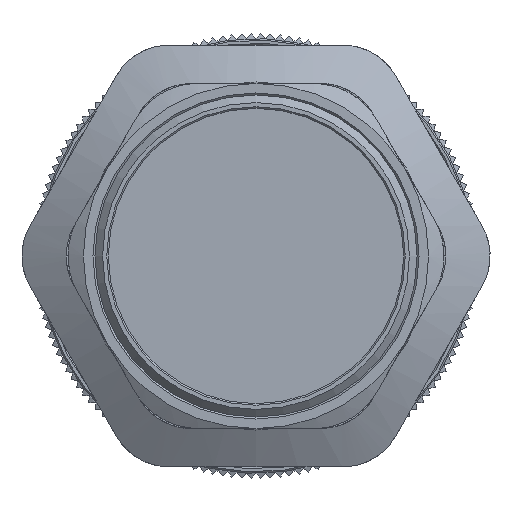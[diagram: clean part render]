
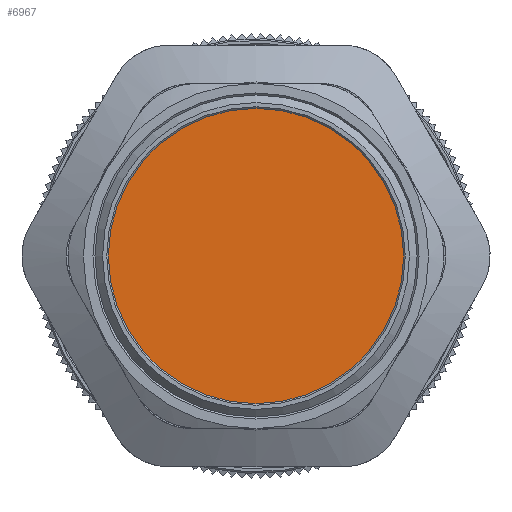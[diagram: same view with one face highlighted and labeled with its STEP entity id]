
A CAD part, front view. The second image highlights one B-rep face of the part: STEP entity #6967.
In plain terms, the highlighted planar face has unit normal (0, -1, 0).
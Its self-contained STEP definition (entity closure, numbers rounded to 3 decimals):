
#774=FACE_OUTER_BOUND('',#1155,.T.);
#1155=EDGE_LOOP('',(#4132));
#2239=CIRCLE('',#7380,19.25);
#2314=VERTEX_POINT('',#9356);
#3037=EDGE_CURVE('',#2314,#2314,#2239,.T.);
#4132=ORIENTED_EDGE('',*,*,#3037,.F.);
#6269=PLANE('',#7379);
#6967=ADVANCED_FACE('',(#774),#6269,.F.);
#7379=AXIS2_PLACEMENT_3D('',#9355,#7836,#7837);
#7380=AXIS2_PLACEMENT_3D('',#9357,#7838,#7839);
#7836=DIRECTION('center_axis',(0.,1.,0.));
#7837=DIRECTION('ref_axis',(0.,0.,1.));
#7838=DIRECTION('center_axis',(0.,1.,0.));
#7839=DIRECTION('ref_axis',(0.,0.,-1.));
#9355=CARTESIAN_POINT('Origin',(14.202,-7.095,0.));
#9356=CARTESIAN_POINT('',(14.202,-7.095,19.25));
#9357=CARTESIAN_POINT('Origin',(14.202,-7.095,0.));
